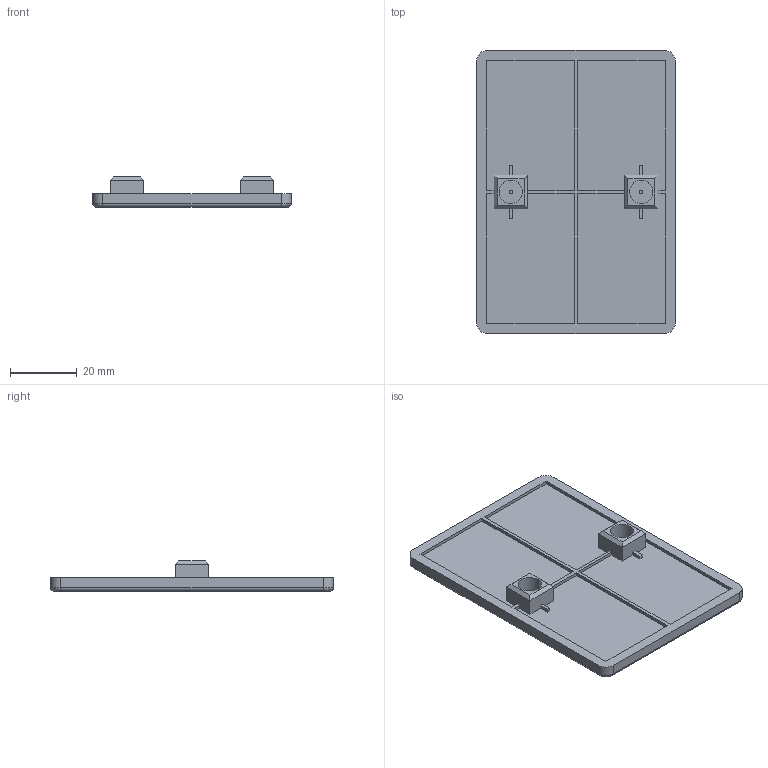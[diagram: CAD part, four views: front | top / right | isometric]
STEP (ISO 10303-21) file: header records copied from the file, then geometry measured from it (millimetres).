
FILE_DESCRIPTION (( 'STEP AP203' ), '1' );
FILE_NAME ('AL-370.2300.A.01 Çàãëóøêà óãëîâîãî ñîåäèíèòåëÿ 60õ60 ïàç 10.STEP', '2025-03-14T09:44:55', ( '' ), ( '' ), 'SwSTEP 2.0', 'SolidWorks 2021', '' );
FILE_SCHEMA (( 'CONFIG_CONTROL_DESIGN' ));
Length unit declared in the file: millimetre
Products named in the file (1): AL-370.2300.A.01 Çàãëóøêà óãëîâîãî ñîåäèíèòåëÿ 60õ60 ïàç 10
Bounding box: 59.3 x 84.6 x 9 mm (x, y, z)
Volume: 16611.8 mm3; surface area: 12226.5 mm2
Topology: 1 solids, 1 shells, 88 faces, 224 edges, 144 vertices
Faces by surface type: plane 68, cylinder 16, bspline 4
Entity records: 2733 total; most frequent: CARTESIAN_POINT 529, ORIENTED_EDGE 448, DIRECTION 422, EDGE_CURVE 224, VECTOR 188, LINE 188, VERTEX_POINT 144, AXIS2_PLACEMENT_3D 117
